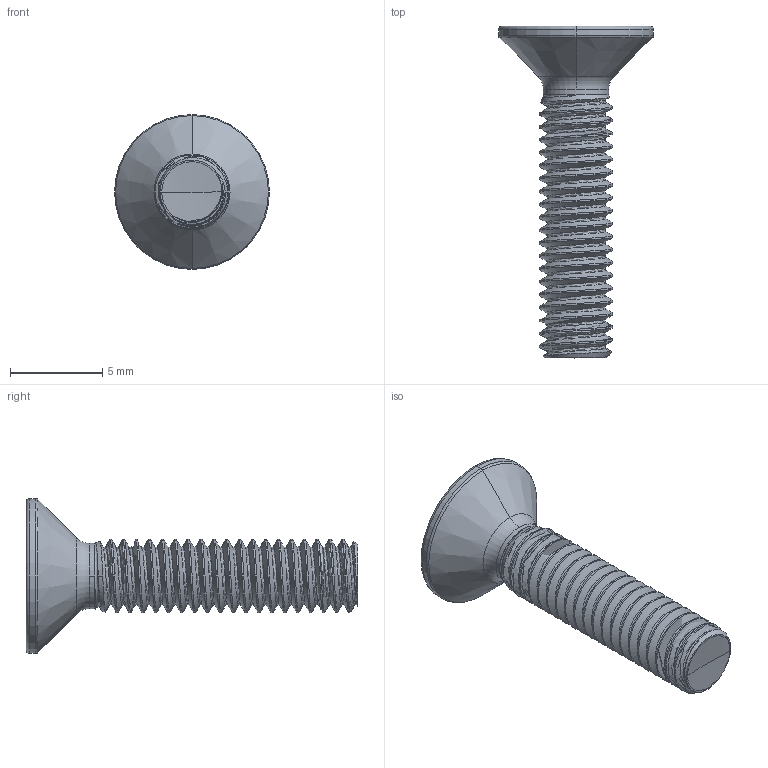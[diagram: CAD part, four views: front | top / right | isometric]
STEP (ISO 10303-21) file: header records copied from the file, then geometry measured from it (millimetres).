
FILE_DESCRIPTION (( 'STEP AP203' ), '1' );
FILE_NAME ('STM410400180.STEP', '2020-12-18T17:14:51', ( '' ), ( '' ), 'SwSTEP 2.0', 'SolidWorks 2015', '' );
FILE_SCHEMA (( 'CONFIG_CONTROL_DESIGN' ));
Length unit declared in the file: millimetre
Products named in the file (2): STM410400180
Bounding box: 8.4 x 18 x 8.4 mm (x, y, z)
Volume: 236.3 mm3; surface area: 436 mm2
Topology: 1 solids, 1 shells, 108 faces, 287 edges, 180 vertices
Faces by surface type: cylinder 62, bspline 18, cone 13, torus 11, sphere 2, plane 2
Entity records: 21603 total; most frequent: CARTESIAN_POINT 19201, ORIENTED_EDGE 570, DIRECTION 367, EDGE_CURVE 285, VERTEX_POINT 180, AXIS2_PLACEMENT_3D 147, EDGE_LOOP 109, FACE_OUTER_BOUND 108
